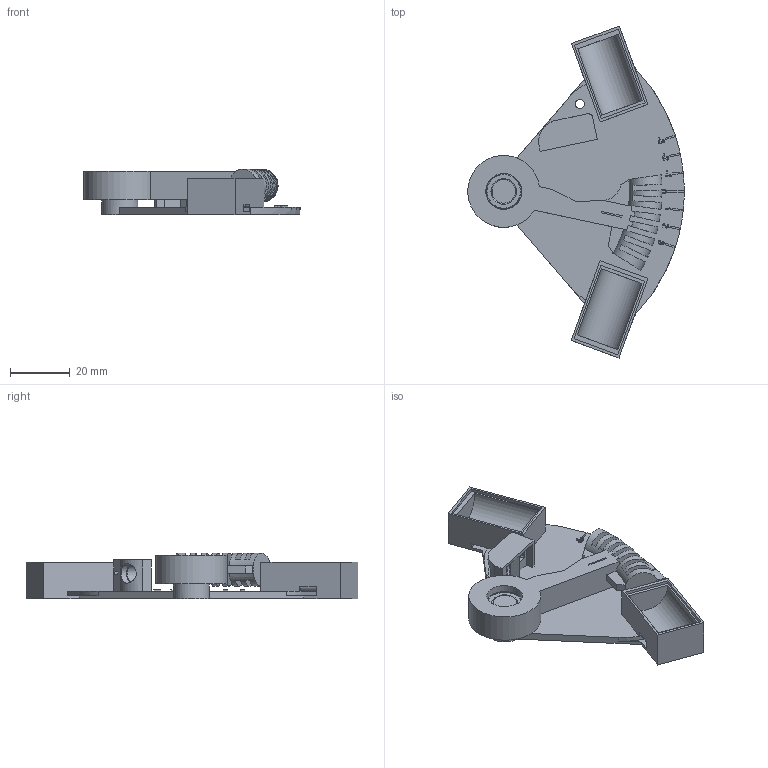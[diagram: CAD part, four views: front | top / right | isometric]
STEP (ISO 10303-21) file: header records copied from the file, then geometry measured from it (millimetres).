
FILE_DESCRIPTION(/* description */ (''),/* implementation_level */ '2;1');
FILE_NAME(/* name */ 'lone_hammer.step',/* time_stamp */ '2023-12-18T10:19:52+02:00',/* author */ (''),/* organization */ (''),/* preprocessor_version */ 'ST-DEVELOPER v20',/* originating_system */ 'Autodesk Translation Framework v12.14.0.127',/* authorisation */ '');
FILE_SCHEMA (('AUTOMOTIVE_DESIGN { 1 0 10303 214 3 1 1 }'));
Length unit declared in the file: millimetre
Products named in the file (4): hammer; Ball Bearing; 22mm hammer (3); Component81
Assembly tree (3 placements, depth 2):
  hammer
    Ball Bearing
    22mm hammer (3)
    Component81
Bounding box: 72.13 x 110.65 x 15.25 mm (x, y, z)
Volume: 22243.4 mm3; surface area: 21370.4 mm2
Topology: 14 solids, 15 shells, 455 faces, 1228 edges, 784 vertices
Faces by surface type: plane 216, bspline 123, cylinder 47, sphere 25, cone 24, torus 20
Full cylindrical faces by diameter (mm): 3 x1, 5.5 x1, 6.5 x1, 7.8 x1, 12 x2, 22 x1
Entity records: 16188 total; most frequent: CARTESIAN_POINT 5683, ORIENTED_EDGE 2356, DIRECTION 1743, EDGE_CURVE 1178, VERTEX_POINT 784, LINE 643, VECTOR 643, AXIS2_PLACEMENT_3D 550
